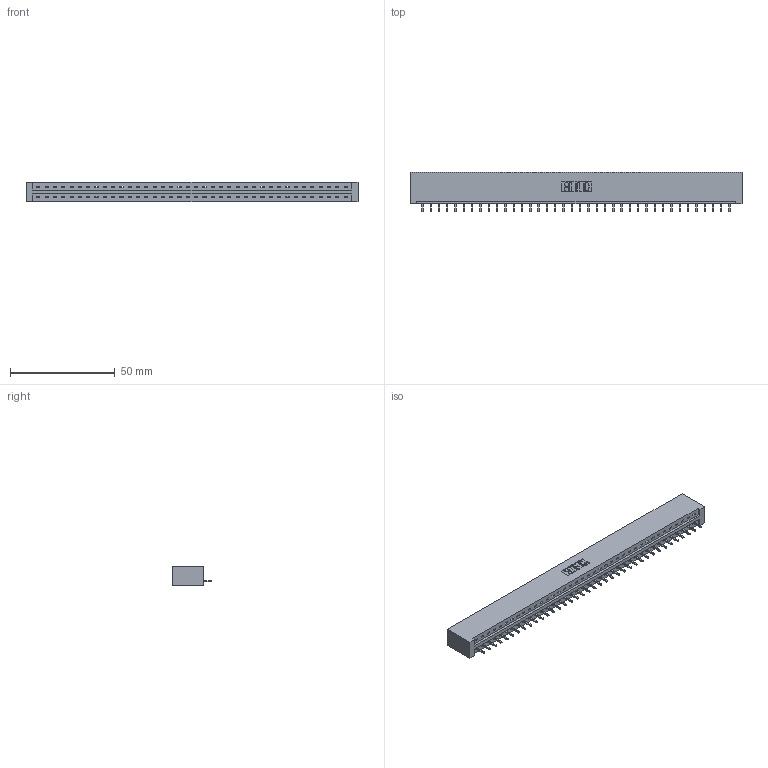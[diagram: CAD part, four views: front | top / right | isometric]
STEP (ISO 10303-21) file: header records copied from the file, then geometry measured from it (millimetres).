
FILE_DESCRIPTION (( 'STEP AP203' ), '1' );
FILE_NAME ('837-038-521-101.STEP', '2021-08-04T14:28:26', ( '' ), ( '' ), 'SwSTEP 2.0', 'SolidWorks 2020', '' );
FILE_SCHEMA (( 'CONFIG_CONTROL_DESIGN' ));
Length unit declared in the file: inch
Products named in the file (3): 837-038-521-101; 837 Part_No Mounting Lugs; 345-292-001_345-293-121
Assembly tree (39 placements, depth 2):
  837-038-521-101
    837 Part_No Mounting Lugs
    345-292-001_345-293-121  x38
Bounding box: 158.45 x 19.06 x 9.4 mm (x, y, z)
Volume: 17048.3 mm3; surface area: 17117.7 mm2
Topology: 39 solids, 39 shells, 2462 faces, 7431 edges, 4902 vertices
Faces by surface type: plane 1814, cylinder 648
Entity records: 28505 total; most frequent: CARTESIAN_POINT 4972, ORIENTED_EDGE 4946, DIRECTION 4185, EDGE_CURVE 2473, LINE 2353, VECTOR 2353, VERTEX_POINT 1646, AXIS2_PLACEMENT_3D 916
